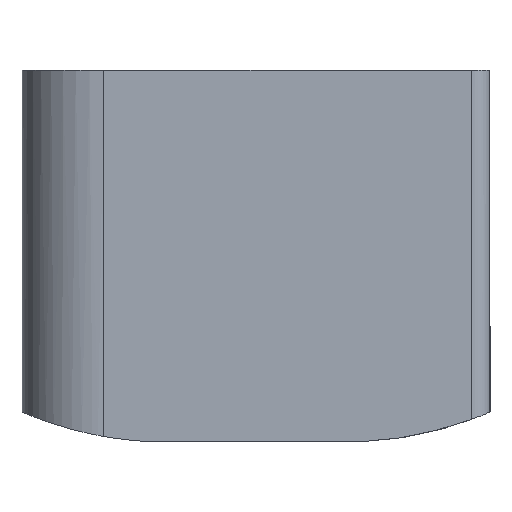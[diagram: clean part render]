
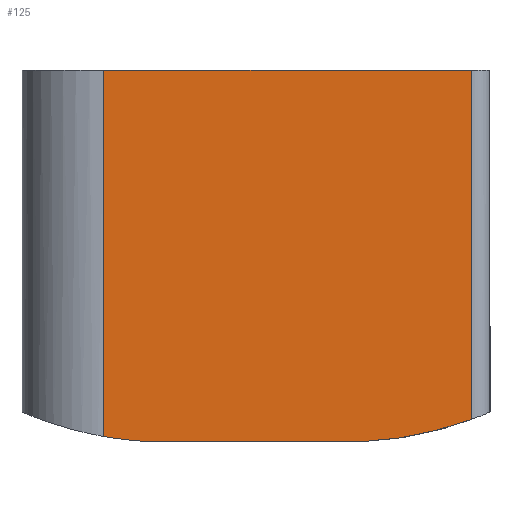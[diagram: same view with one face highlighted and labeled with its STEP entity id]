
A CAD part, left-side view. The second image highlights one B-rep face of the part: STEP entity #125.
In plain terms, the highlighted planar face has unit normal (-1, 0, 0).
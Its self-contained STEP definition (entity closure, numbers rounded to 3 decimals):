
#68=CARTESIAN_POINT('',(-166.0,-63.,0.0));
#69=DIRECTION('',(-1.0,0.0,0.0));
#70=DIRECTION('',(0.0,0.0,1.0));
#71=AXIS2_PLACEMENT_3D('',#68,#69,#70);
#72=PLANE('',#71);
#73=CARTESIAN_POINT('',(-166.0,-28.5,0.0));
#74=VERTEX_POINT('',#73);
#75=CARTESIAN_POINT('',(-166.0,28.5,0.0));
#76=VERTEX_POINT('',#75);
#77=CARTESIAN_POINT('',(-166.0,-28.5,0.0));
#78=DIRECTION('',(0.0,1.0,0.0));
#79=VECTOR('',#78,57.);
#80=LINE('',#77,#79);
#81=EDGE_CURVE('',#74,#76,#80,.T.);
#82=ORIENTED_EDGE('',*,*,#81,.F.);
#83=CARTESIAN_POINT('',(-166.0,-58.,6.009));
#84=VERTEX_POINT('',#83);
#85=CARTESIAN_POINT('',(-166.0,-23.518,99.876));
#86=DIRECTION('',(-1.0,0.0,0.0));
#87=DIRECTION('',(0.0,0.05,0.999));
#88=AXIS2_PLACEMENT_3D('',#85,#86,#87);
#89=CIRCLE('',#88,100.0);
#90=EDGE_CURVE('',#74,#84,#89,.T.);
#91=ORIENTED_EDGE('',*,*,#90,.T.);
#92=CARTESIAN_POINT('',(-166.0,-58.,100.0));
#93=VERTEX_POINT('',#92);
#94=CARTESIAN_POINT('',(-166.0,-58.,100.0));
#95=DIRECTION('',(0.0,0.0,-1.0));
#96=VECTOR('',#95,93.991);
#97=LINE('',#94,#96);
#98=EDGE_CURVE('',#93,#84,#97,.T.);
#99=ORIENTED_EDGE('',*,*,#98,.F.);
#100=CARTESIAN_POINT('',(-166.0,41.,100.0));
#101=VERTEX_POINT('',#100);
#102=CARTESIAN_POINT('',(-166.0,-58.,100.0));
#103=DIRECTION('',(0.0,1.0,0.0));
#104=VECTOR('',#103,99.);
#105=LINE('',#102,#104);
#106=EDGE_CURVE('',#93,#101,#105,.T.);
#107=ORIENTED_EDGE('',*,*,#106,.T.);
#108=CARTESIAN_POINT('',(-166.,41.,1.416));
#109=VERTEX_POINT('',#108);
#110=CARTESIAN_POINT('',(-166.0,41.,1.416));
#111=DIRECTION('',(0.0,0.0,1.0));
#112=VECTOR('',#111,98.584);
#113=LINE('',#110,#112);
#114=EDGE_CURVE('',#109,#101,#113,.T.);
#115=ORIENTED_EDGE('',*,*,#114,.F.);
#116=CARTESIAN_POINT('',(-166.0,23.518,99.876));
#117=DIRECTION('',(-1.0,0.0,0.0));
#118=DIRECTION('',(0.0,-0.395,0.919));
#119=AXIS2_PLACEMENT_3D('',#116,#117,#118);
#120=CIRCLE('',#119,100.);
#121=EDGE_CURVE('',#109,#76,#120,.T.);
#122=ORIENTED_EDGE('',*,*,#121,.T.);
#123=EDGE_LOOP('',(#82,#91,#99,#107,#115,#122));
#124=FACE_OUTER_BOUND('',#123,.T.);
#125=ADVANCED_FACE('',(#124),#72,.T.);
